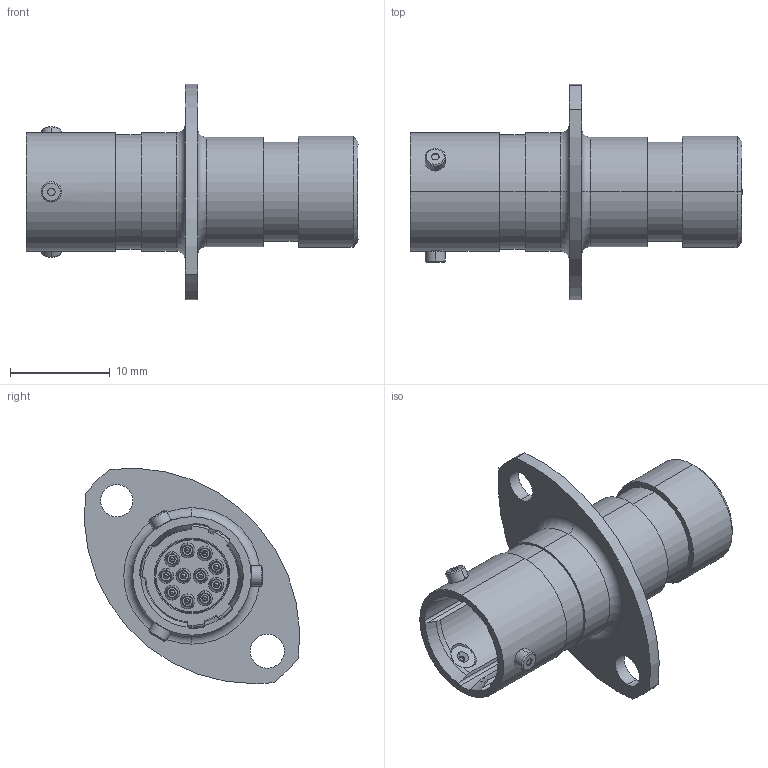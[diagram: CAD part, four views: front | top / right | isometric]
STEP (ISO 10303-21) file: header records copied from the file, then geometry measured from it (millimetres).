
FILE_DESCRIPTION (( 'STEP AP214' ), '1' );
FILE_NAME ('ASDD008-11PD.STEP', '2020-01-28T13:26:11', ( 'TE Connectivity' ), ( 'TE Connectivity' ), 'SwSTEP 2.0', 'SolidWorks 2016', '' );
FILE_SCHEMA (( 'AUTOMOTIVE_DESIGN' ));
Length unit declared in the file: millimetre
Products named in the file (1): ASDD008-11PD
Bounding box: 33.31 x 21.59 x 21.61 mm (x, y, z)
Volume: 2315.4 mm3; surface area: 4993.1 mm2
Topology: 32 solids, 32 shells, 720 faces, 1605 edges, 970 vertices
Faces by surface type: cylinder 288, torus 164, plane 124, cone 114, sphere 30
Entity records: 28547 total; most frequent: DIRECTION 4003, CARTESIAN_POINT 3640, ORIENTED_EDGE 3098, AXIS2_PLACEMENT_3D 1790, EDGE_CURVE 1549, CIRCLE 1069, VERTEX_POINT 944, EDGE_LOOP 875
